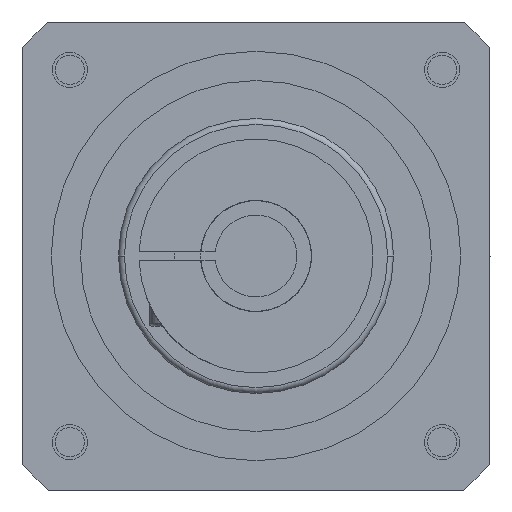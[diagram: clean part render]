
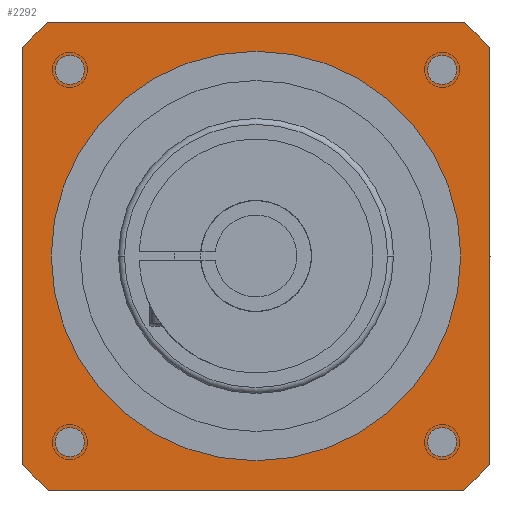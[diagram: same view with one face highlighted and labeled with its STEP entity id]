
A CAD part, left-side view. The second image highlights one B-rep face of the part: STEP entity #2292.
In plain terms, the highlighted planar face has unit normal (-1, 0, 0).
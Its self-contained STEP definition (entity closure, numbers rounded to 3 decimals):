
#24=CARTESIAN_POINT('',(0.,0.,0.));
#25=DIRECTION('',(-1.,0.,0.));
#26=DIRECTION('',(0.,-0.748,0.664));
#27=AXIS2_PLACEMENT_3D('',#24,#25,#26);
#29=DIRECTION('',(0.,0.,1.));
#30=VECTOR('',#29,71.056);
#31=CARTESIAN_POINT('',(0.,-40.,-35.528));
#32=LINE('',#31,#30);
#33=CARTESIAN_POINT('',(0.,0.,0.));
#34=DIRECTION('',(-1.,0.,0.));
#35=DIRECTION('',(0.,-0.664,-0.748));
#36=AXIS2_PLACEMENT_3D('',#33,#34,#35);
#38=DIRECTION('',(0.,-1.,0.));
#39=VECTOR('',#38,71.056);
#40=CARTESIAN_POINT('',(0.,35.528,-40.));
#41=LINE('',#40,#39);
#42=CARTESIAN_POINT('',(0.,0.,0.));
#43=DIRECTION('',(-1.,0.,0.));
#44=DIRECTION('',(0.,0.748,-0.664));
#45=AXIS2_PLACEMENT_3D('',#42,#43,#44);
#47=DIRECTION('',(0.,0.,-1.));
#48=VECTOR('',#47,71.056);
#49=CARTESIAN_POINT('',(0.,40.,35.528));
#50=LINE('',#49,#48);
#51=CARTESIAN_POINT('',(0.,0.,0.));
#52=DIRECTION('',(-1.,0.,0.));
#53=DIRECTION('',(0.,0.664,0.748));
#54=AXIS2_PLACEMENT_3D('',#51,#52,#53);
#56=DIRECTION('',(0.,1.,0.));
#57=VECTOR('',#56,71.056);
#58=CARTESIAN_POINT('',(0.,-35.528,40.));
#59=LINE('',#58,#57);
#60=CARTESIAN_POINT('',(0.,0.,0.));
#61=DIRECTION('',(1.,0.,0.));
#62=DIRECTION('',(0.,-1.,0.));
#63=AXIS2_PLACEMENT_3D('',#60,#61,#62);
#65=CARTESIAN_POINT('',(0.,0.,0.));
#66=DIRECTION('',(1.,0.,0.));
#67=DIRECTION('',(0.,1.,0.));
#68=AXIS2_PLACEMENT_3D('',#65,#66,#67);
#70=CARTESIAN_POINT('',(0.,-31.82,31.82));
#71=DIRECTION('',(-1.,0.,0.));
#72=DIRECTION('',(0.,0.,-1.));
#73=AXIS2_PLACEMENT_3D('',#70,#71,#72);
#75=CARTESIAN_POINT('',(0.,-31.82,31.82));
#76=DIRECTION('',(-1.,0.,0.));
#77=DIRECTION('',(0.,0.,1.));
#78=AXIS2_PLACEMENT_3D('',#75,#76,#77);
#80=CARTESIAN_POINT('',(0.,-31.82,-31.82));
#81=DIRECTION('',(-1.,0.,0.));
#82=DIRECTION('',(0.,0.,-1.));
#83=AXIS2_PLACEMENT_3D('',#80,#81,#82);
#85=CARTESIAN_POINT('',(0.,-31.82,-31.82));
#86=DIRECTION('',(-1.,0.,0.));
#87=DIRECTION('',(0.,0.,1.));
#88=AXIS2_PLACEMENT_3D('',#85,#86,#87);
#90=CARTESIAN_POINT('',(0.,31.82,-31.82));
#91=DIRECTION('',(-1.,0.,0.));
#92=DIRECTION('',(0.,0.,-1.));
#93=AXIS2_PLACEMENT_3D('',#90,#91,#92);
#95=CARTESIAN_POINT('',(0.,31.82,-31.82));
#96=DIRECTION('',(-1.,0.,0.));
#97=DIRECTION('',(0.,0.,1.));
#98=AXIS2_PLACEMENT_3D('',#95,#96,#97);
#100=CARTESIAN_POINT('',(0.,31.82,31.82));
#101=DIRECTION('',(-1.,0.,0.));
#102=DIRECTION('',(0.,0.,-1.));
#103=AXIS2_PLACEMENT_3D('',#100,#101,#102);
#105=CARTESIAN_POINT('',(0.,31.82,31.82));
#106=DIRECTION('',(-1.,0.,0.));
#107=DIRECTION('',(0.,0.,1.));
#108=AXIS2_PLACEMENT_3D('',#105,#106,#107);
#2016=CARTESIAN_POINT('',(0.,-40.,35.528));
#2017=CARTESIAN_POINT('',(0.,-35.528,40.));
#2018=VERTEX_POINT('',#2016);
#2019=VERTEX_POINT('',#2017);
#2020=CARTESIAN_POINT('',(0.,35.528,40.));
#2021=VERTEX_POINT('',#2020);
#2022=CARTESIAN_POINT('',(0.,40.,35.528));
#2023=VERTEX_POINT('',#2022);
#2024=CARTESIAN_POINT('',(0.,40.,-35.528));
#2025=VERTEX_POINT('',#2024);
#2026=CARTESIAN_POINT('',(0.,35.528,-40.));
#2027=VERTEX_POINT('',#2026);
#2028=CARTESIAN_POINT('',(0.,-35.528,-40.));
#2029=VERTEX_POINT('',#2028);
#2030=CARTESIAN_POINT('',(0.,-40.,-35.528));
#2031=VERTEX_POINT('',#2030);
#2052=CARTESIAN_POINT('',(0.,-35.,0.));
#2053=CARTESIAN_POINT('',(0.,35.,0.));
#2054=VERTEX_POINT('',#2052);
#2055=VERTEX_POINT('',#2053);
#2072=CARTESIAN_POINT('',(0.,-31.82,29.32));
#2073=CARTESIAN_POINT('',(0.,-31.82,34.32));
#2074=VERTEX_POINT('',#2072);
#2075=VERTEX_POINT('',#2073);
#2076=CARTESIAN_POINT('',(0.,-31.82,-34.32));
#2077=CARTESIAN_POINT('',(0.,-31.82,-29.32));
#2078=VERTEX_POINT('',#2076);
#2079=VERTEX_POINT('',#2077);
#2080=CARTESIAN_POINT('',(0.,31.82,-34.32));
#2081=CARTESIAN_POINT('',(0.,31.82,-29.32));
#2082=VERTEX_POINT('',#2080);
#2083=VERTEX_POINT('',#2081);
#2084=CARTESIAN_POINT('',(0.,31.82,29.32));
#2085=CARTESIAN_POINT('',(0.,31.82,34.32));
#2086=VERTEX_POINT('',#2084);
#2087=VERTEX_POINT('',#2085);
#2240=CARTESIAN_POINT('',(0.,0.,0.));
#2241=DIRECTION('',(-1.,0.,0.));
#2242=DIRECTION('',(0.,0.,-1.));
#2243=AXIS2_PLACEMENT_3D('',#2240,#2241,#2242);
#2244=PLANE('',#2243);
#2246=ORIENTED_EDGE('',*,*,#2245,.F.);
#2248=ORIENTED_EDGE('',*,*,#2247,.F.);
#2250=ORIENTED_EDGE('',*,*,#2249,.F.);
#2252=ORIENTED_EDGE('',*,*,#2251,.F.);
#2254=ORIENTED_EDGE('',*,*,#2253,.F.);
#2256=ORIENTED_EDGE('',*,*,#2255,.F.);
#2258=ORIENTED_EDGE('',*,*,#2257,.F.);
#2260=ORIENTED_EDGE('',*,*,#2259,.F.);
#2261=EDGE_LOOP('',(#2246,#2248,#2250,#2252,#2254,#2256,#2258,#2260));
#2262=FACE_OUTER_BOUND('',#2261,.F.);
#2263=ORIENTED_EDGE('',*,*,#2229,.F.);
#2265=ORIENTED_EDGE('',*,*,#2264,.F.);
#2266=EDGE_LOOP('',(#2263,#2265));
#2267=FACE_BOUND('',#2266,.F.);
#2269=ORIENTED_EDGE('',*,*,#2268,.T.);
#2271=ORIENTED_EDGE('',*,*,#2270,.T.);
#2272=EDGE_LOOP('',(#2269,#2271));
#2273=FACE_BOUND('',#2272,.F.);
#2275=ORIENTED_EDGE('',*,*,#2274,.T.);
#2277=ORIENTED_EDGE('',*,*,#2276,.T.);
#2278=EDGE_LOOP('',(#2275,#2277));
#2279=FACE_BOUND('',#2278,.F.);
#2281=ORIENTED_EDGE('',*,*,#2280,.T.);
#2283=ORIENTED_EDGE('',*,*,#2282,.T.);
#2284=EDGE_LOOP('',(#2281,#2283));
#2285=FACE_BOUND('',#2284,.F.);
#2287=ORIENTED_EDGE('',*,*,#2286,.T.);
#2289=ORIENTED_EDGE('',*,*,#2288,.T.);
#2290=EDGE_LOOP('',(#2287,#2289));
#2291=FACE_BOUND('',#2290,.F.);
#28=CIRCLE('',#27,53.5);
#37=CIRCLE('',#36,53.5);
#46=CIRCLE('',#45,53.5);
#55=CIRCLE('',#54,53.5);
#64=CIRCLE('',#63,35.);
#69=CIRCLE('',#68,35.);
#74=CIRCLE('',#73,2.5);
#79=CIRCLE('',#78,2.5);
#84=CIRCLE('',#83,2.5);
#89=CIRCLE('',#88,2.5);
#94=CIRCLE('',#93,2.5);
#99=CIRCLE('',#98,2.5);
#104=CIRCLE('',#103,2.5);
#109=CIRCLE('',#108,2.5);
#2229=EDGE_CURVE('',#2054,#2055,#64,.T.);
#2245=EDGE_CURVE('',#2018,#2019,#28,.T.);
#2247=EDGE_CURVE('',#2031,#2018,#32,.T.);
#2249=EDGE_CURVE('',#2029,#2031,#37,.T.);
#2251=EDGE_CURVE('',#2027,#2029,#41,.T.);
#2253=EDGE_CURVE('',#2025,#2027,#46,.T.);
#2255=EDGE_CURVE('',#2023,#2025,#50,.T.);
#2257=EDGE_CURVE('',#2021,#2023,#55,.T.);
#2259=EDGE_CURVE('',#2019,#2021,#59,.T.);
#2264=EDGE_CURVE('',#2055,#2054,#69,.T.);
#2268=EDGE_CURVE('',#2074,#2075,#74,.T.);
#2270=EDGE_CURVE('',#2075,#2074,#79,.T.);
#2274=EDGE_CURVE('',#2078,#2079,#84,.T.);
#2276=EDGE_CURVE('',#2079,#2078,#89,.T.);
#2280=EDGE_CURVE('',#2082,#2083,#94,.T.);
#2282=EDGE_CURVE('',#2083,#2082,#99,.T.);
#2286=EDGE_CURVE('',#2086,#2087,#104,.T.);
#2288=EDGE_CURVE('',#2087,#2086,#109,.T.);
#2292=ADVANCED_FACE('',(#2262,#2267,#2273,#2279,#2285,#2291),#2244,.T.);
